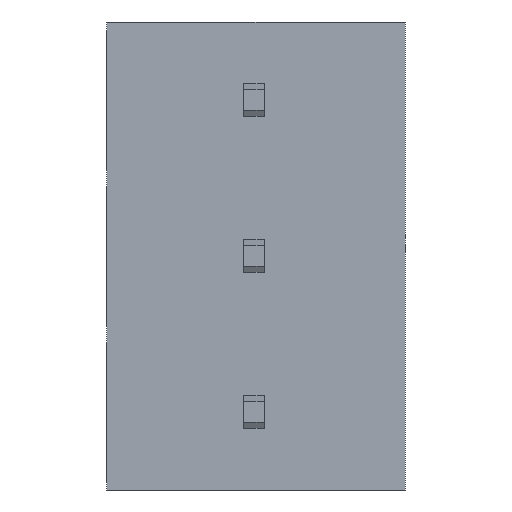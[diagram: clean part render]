
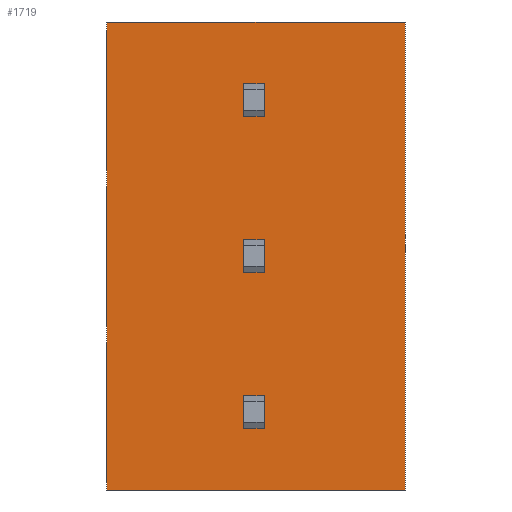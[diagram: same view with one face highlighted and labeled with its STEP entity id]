
A CAD part, front view. The second image highlights one B-rep face of the part: STEP entity #1719.
In plain terms, the highlighted planar face has unit normal (0, -1, 0).
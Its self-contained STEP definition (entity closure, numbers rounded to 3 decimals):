
#53=DIRECTION('',(1.,0.,0.));
#54=VECTOR('',#53,0.5);
#55=CARTESIAN_POINT('',(-0.25,0.,-0.4));
#56=LINE('',#55,#54);
#57=DIRECTION('',(0.,0.,1.));
#58=VECTOR('',#57,0.8);
#59=CARTESIAN_POINT('',(0.25,0.,-0.4));
#60=LINE('',#59,#58);
#61=DIRECTION('',(-1.,0.,0.));
#62=VECTOR('',#61,0.5);
#63=CARTESIAN_POINT('',(0.25,0.,0.4));
#64=LINE('',#63,#62);
#65=DIRECTION('',(0.,0.,-1.));
#66=VECTOR('',#65,0.8);
#67=CARTESIAN_POINT('',(-0.25,0.,0.4));
#68=LINE('',#67,#66);
#69=DIRECTION('',(1.,0.,0.));
#70=VECTOR('',#69,7.3);
#71=CARTESIAN_POINT('',(-3.6,0.,9.525));
#72=LINE('',#71,#70);
#73=DIRECTION('',(-1.,0.,0.));
#74=VECTOR('',#73,7.3);
#75=CARTESIAN_POINT('',(3.7,0.,-1.905));
#76=LINE('',#75,#74);
#77=DIRECTION('',(0.,0.,-1.));
#78=VECTOR('',#77,11.43);
#79=CARTESIAN_POINT('',(-3.6,0.,9.525));
#80=LINE('',#79,#78);
#81=DIRECTION('',(0.,0.,1.));
#82=VECTOR('',#81,0.8);
#83=CARTESIAN_POINT('',(0.25,0.,3.41));
#84=LINE('',#83,#82);
#85=DIRECTION('',(-1.,0.,0.));
#86=VECTOR('',#85,0.5);
#87=CARTESIAN_POINT('',(0.25,0.,4.21));
#88=LINE('',#87,#86);
#89=DIRECTION('',(0.,0.,-1.));
#90=VECTOR('',#89,0.8);
#91=CARTESIAN_POINT('',(-0.25,0.,4.21));
#92=LINE('',#91,#90);
#93=DIRECTION('',(-1.,0.,0.));
#94=VECTOR('',#93,0.5);
#95=CARTESIAN_POINT('',(0.25,0.,3.41));
#96=LINE('',#95,#94);
#97=DIRECTION('',(0.,0.,1.));
#98=VECTOR('',#97,0.8);
#99=CARTESIAN_POINT('',(0.25,0.,7.22));
#100=LINE('',#99,#98);
#101=DIRECTION('',(-1.,0.,0.));
#102=VECTOR('',#101,0.5);
#103=CARTESIAN_POINT('',(0.25,0.,8.02));
#104=LINE('',#103,#102);
#105=DIRECTION('',(0.,0.,-1.));
#106=VECTOR('',#105,0.8);
#107=CARTESIAN_POINT('',(-0.25,0.,8.02));
#108=LINE('',#107,#106);
#109=DIRECTION('',(-1.,0.,0.));
#110=VECTOR('',#109,0.5);
#111=CARTESIAN_POINT('',(0.25,0.,7.22));
#112=LINE('',#111,#110);
#169=DIRECTION('',(0.,0.,-1.));
#170=VECTOR('',#169,11.43);
#171=CARTESIAN_POINT('',(3.7,0.,9.525));
#172=LINE('',#171,#170);
#1337=CARTESIAN_POINT('',(3.7,0.,9.525));
#1339=VERTEX_POINT('',#1337);
#1355=CARTESIAN_POINT('',(-3.6,0.,9.525));
#1356=VERTEX_POINT('',#1355);
#1357=CARTESIAN_POINT('',(3.7,0.,-1.905));
#1359=VERTEX_POINT('',#1357);
#1375=CARTESIAN_POINT('',(-3.6,0.,-1.905));
#1376=VERTEX_POINT('',#1375);
#1454=CARTESIAN_POINT('',(-0.25,0.,0.4));
#1455=CARTESIAN_POINT('',(-0.25,0.,-0.4));
#1456=VERTEX_POINT('',#1454);
#1457=VERTEX_POINT('',#1455);
#1458=CARTESIAN_POINT('',(0.25,0.,-0.4));
#1459=CARTESIAN_POINT('',(0.25,0.,0.4));
#1460=VERTEX_POINT('',#1458);
#1461=VERTEX_POINT('',#1459);
#1515=CARTESIAN_POINT('',(0.25,0.,4.21));
#1516=VERTEX_POINT('',#1515);
#1517=CARTESIAN_POINT('',(0.25,0.,3.41));
#1518=VERTEX_POINT('',#1517);
#1519=CARTESIAN_POINT('',(-0.25,0.,4.21));
#1520=VERTEX_POINT('',#1519);
#1521=CARTESIAN_POINT('',(-0.25,0.,3.41));
#1522=VERTEX_POINT('',#1521);
#1605=CARTESIAN_POINT('',(0.25,0.,8.02));
#1606=VERTEX_POINT('',#1605);
#1607=CARTESIAN_POINT('',(0.25,0.,7.22));
#1608=VERTEX_POINT('',#1607);
#1609=CARTESIAN_POINT('',(-0.25,0.,8.02));
#1610=VERTEX_POINT('',#1609);
#1611=CARTESIAN_POINT('',(-0.25,0.,7.22));
#1612=VERTEX_POINT('',#1611);
#1675=CARTESIAN_POINT('',(-3.6,0.,9.525));
#1676=DIRECTION('',(0.,-1.,0.));
#1677=DIRECTION('',(1.,0.,0.));
#1678=AXIS2_PLACEMENT_3D('',#1675,#1676,#1677);
#1679=PLANE('',#1678);
#1680=ORIENTED_EDGE('',*,*,#1652,.T.);
#1682=ORIENTED_EDGE('',*,*,#1681,.T.);
#1684=ORIENTED_EDGE('',*,*,#1683,.T.);
#1686=ORIENTED_EDGE('',*,*,#1685,.F.);
#1687=EDGE_LOOP('',(#1680,#1682,#1684,#1686));
#1688=FACE_OUTER_BOUND('',#1687,.F.);
#1690=ORIENTED_EDGE('',*,*,#1689,.T.);
#1692=ORIENTED_EDGE('',*,*,#1691,.T.);
#1694=ORIENTED_EDGE('',*,*,#1693,.T.);
#1696=ORIENTED_EDGE('',*,*,#1695,.T.);
#1697=EDGE_LOOP('',(#1690,#1692,#1694,#1696));
#1698=FACE_BOUND('',#1697,.F.);
#1700=ORIENTED_EDGE('',*,*,#1699,.T.);
#1702=ORIENTED_EDGE('',*,*,#1701,.T.);
#1704=ORIENTED_EDGE('',*,*,#1703,.T.);
#1706=ORIENTED_EDGE('',*,*,#1705,.F.);
#1707=EDGE_LOOP('',(#1700,#1702,#1704,#1706));
#1708=FACE_BOUND('',#1707,.F.);
#1710=ORIENTED_EDGE('',*,*,#1709,.T.);
#1712=ORIENTED_EDGE('',*,*,#1711,.T.);
#1714=ORIENTED_EDGE('',*,*,#1713,.T.);
#1716=ORIENTED_EDGE('',*,*,#1715,.F.);
#1717=EDGE_LOOP('',(#1710,#1712,#1714,#1716));
#1718=FACE_BOUND('',#1717,.F.);
#1652=EDGE_CURVE('',#1356,#1339,#72,.T.);
#1681=EDGE_CURVE('',#1339,#1359,#172,.T.);
#1683=EDGE_CURVE('',#1359,#1376,#76,.T.);
#1685=EDGE_CURVE('',#1356,#1376,#80,.T.);
#1689=EDGE_CURVE('',#1457,#1460,#56,.T.);
#1691=EDGE_CURVE('',#1460,#1461,#60,.T.);
#1693=EDGE_CURVE('',#1461,#1456,#64,.T.);
#1695=EDGE_CURVE('',#1456,#1457,#68,.T.);
#1699=EDGE_CURVE('',#1518,#1516,#84,.T.);
#1701=EDGE_CURVE('',#1516,#1520,#88,.T.);
#1703=EDGE_CURVE('',#1520,#1522,#92,.T.);
#1705=EDGE_CURVE('',#1518,#1522,#96,.T.);
#1709=EDGE_CURVE('',#1608,#1606,#100,.T.);
#1711=EDGE_CURVE('',#1606,#1610,#104,.T.);
#1713=EDGE_CURVE('',#1610,#1612,#108,.T.);
#1715=EDGE_CURVE('',#1608,#1612,#112,.T.);
#1719=ADVANCED_FACE('',(#1688,#1698,#1708,#1718),#1679,.T.);
